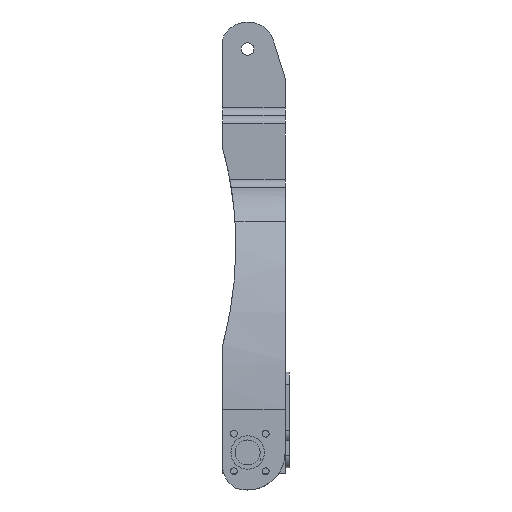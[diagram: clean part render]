
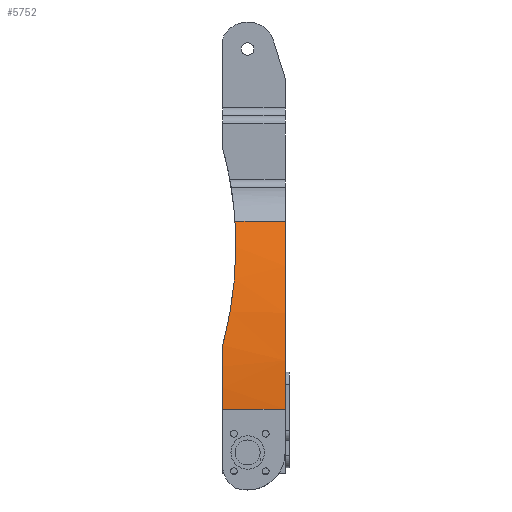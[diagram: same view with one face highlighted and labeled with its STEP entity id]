
A CAD part, left-side view. The second image highlights one B-rep face of the part: STEP entity #5752.
In plain terms, the highlighted cylindrical face has radius 202.62 mm (diameter 405.24 mm), a partial arc.
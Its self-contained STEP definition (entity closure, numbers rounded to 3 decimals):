
#154 = EDGE_CURVE ( 'NONE', #3288, #787, #5607, .T. ) ;
#181 = EDGE_CURVE ( 'NONE', #3847, #2021, #7072, .T. ) ;
#283 = CARTESIAN_POINT ( 'NONE',  ( -63.312, -30., -140.679 ) ) ;
#389 = CIRCLE ( 'NONE', #3129, 202.62 ) ;
#518 = VERTEX_POINT ( 'NONE', #6623 ) ;
#731 = CIRCLE ( 'NONE', #907, 202.62 ) ;
#787 = VERTEX_POINT ( 'NONE', #5814 ) ;
#907 = AXIS2_PLACEMENT_3D ( 'NONE', #5341, #4191, #7269 ) ;
#921 = DIRECTION ( 'NONE',  ( 0., 1., 0. ) ) ;
#963 = CARTESIAN_POINT ( 'NONE',  ( -60.993, 0., -110.111 ) ) ;
#981 = EDGE_LOOP ( 'NONE', ( #4979, #5963, #3713, #5120, #6621, #2762 ) ) ;
#989 = CARTESIAN_POINT ( 'NONE',  ( -47.764, -6.318, -62.839 ) ) ;
#1250 = CYLINDRICAL_SURFACE ( 'NONE', #7198, 202.62 ) ;
#1495 = CARTESIAN_POINT ( 'NONE',  ( -58.361, -3.228, -96.113 ) ) ;
#1721 = FACE_OUTER_BOUND ( 'NONE', #981, .T. ) ;
#1806 = CARTESIAN_POINT ( 'NONE',  ( -47.764, -6.318, -62.839 ) ) ;
#2021 = VERTEX_POINT ( 'NONE', #3981 ) ;
#2120 = CARTESIAN_POINT ( 'NONE',  ( -56.912, -4.251, -90.115 ) ) ;
#2133 = EDGE_CURVE ( 'NONE', #518, #3847, #3752, .T. ) ;
#2540 = DIRECTION ( 'NONE',  ( 0., 0., -1. ) ) ;
#2640 = VERTEX_POINT ( 'NONE', #6472 ) ;
#2669 = CARTESIAN_POINT ( 'NONE',  ( -60.384, -1.086, -106.122 ) ) ;
#2691 = CARTESIAN_POINT ( 'NONE',  ( -59.652, -2.027, -102.122 ) ) ;
#2746 = CARTESIAN_POINT ( 'NONE',  ( -50.938, -6.318, -70.467 ) ) ;
#2762 = ORIENTED_EDGE ( 'NONE', *, *, #6582, .F. ) ;
#3129 = AXIS2_PLACEMENT_3D ( 'NONE', #3681, #5940, #2540 ) ;
#3288 = VERTEX_POINT ( 'NONE', #4830 ) ;
#3493 = CARTESIAN_POINT ( 'NONE',  ( -42.222, -5.906, -50.669 ) ) ;
#3681 = CARTESIAN_POINT ( 'NONE',  ( 139.308, -30., -140.679 ) ) ;
#3697 = EDGE_CURVE ( 'NONE', #2021, #787, #731, .T. ) ;
#3713 = ORIENTED_EDGE ( 'NONE', *, *, #181, .T. ) ;
#3752 = B_SPLINE_CURVE_WITH_KNOTS ( 'NONE', 3,
 ( #3493, #5266, #6407, #1806 ),
 .UNSPECIFIED., .F., .F.,
 ( 4, 4 ),
 ( 0., 0.013 ),
 .UNSPECIFIED. ) ;
#3821 = CARTESIAN_POINT ( 'NONE',  ( -47.764, -6.318, -62.839 ) ) ;
#3847 = VERTEX_POINT ( 'NONE', #3821 ) ;
#3929 = LINE ( 'NONE', #7129, #6690 ) ;
#3981 = CARTESIAN_POINT ( 'NONE',  ( -60.993, 0., -110.111 ) ) ;
#4191 = DIRECTION ( 'NONE',  ( 0., -1., 0. ) ) ;
#4272 = DIRECTION ( 'NONE',  ( 0., 1., 0. ) ) ;
#4477 = CARTESIAN_POINT ( 'NONE',  ( 139.308, -30., -140.679 ) ) ;
#4830 = CARTESIAN_POINT ( 'NONE',  ( -63.312, -30., -140.679 ) ) ;
#4979 = ORIENTED_EDGE ( 'NONE', *, *, #7081, .T. ) ;
#5047 = VECTOR ( 'NONE', #4272, 1000. ) ;
#5120 = ORIENTED_EDGE ( 'NONE', *, *, #3697, .T. ) ;
#5266 = CARTESIAN_POINT ( 'NONE',  ( -44.212, -6.178, -54.683 ) ) ;
#5286 = DIRECTION ( 'NONE',  ( 0., 1., 0. ) ) ;
#5341 = CARTESIAN_POINT ( 'NONE',  ( 139.308, 0., -140.679 ) ) ;
#5607 = LINE ( 'NONE', #283, #5047 ) ;
#5752 = ADVANCED_FACE ( 'NONE', ( #1721 ), #1250, .T. ) ;
#5814 = CARTESIAN_POINT ( 'NONE',  ( -63.312, 0., -140.679 ) ) ;
#5940 = DIRECTION ( 'NONE',  ( 0., -1., 0. ) ) ;
#5963 = ORIENTED_EDGE ( 'NONE', *, *, #2133, .T. ) ;
#6170 = CARTESIAN_POINT ( 'NONE',  ( -57.898, -3.593, -94.106 ) ) ;
#6407 = CARTESIAN_POINT ( 'NONE',  ( -46.058, -6.318, -58.74 ) ) ;
#6472 = CARTESIAN_POINT ( 'NONE',  ( -42.222, -30., -50.669 ) ) ;
#6582 = EDGE_CURVE ( 'NONE', #2640, #3288, #389, .T. ) ;
#6621 = ORIENTED_EDGE ( 'NONE', *, *, #154, .F. ) ;
#6623 = CARTESIAN_POINT ( 'NONE',  ( -42.222, -5.906, -50.669 ) ) ;
#6690 = VECTOR ( 'NONE', #5286, 1000. ) ;
#6786 = CARTESIAN_POINT ( 'NONE',  ( -53.626, -5.836, -78.239 ) ) ;
#6836 = CARTESIAN_POINT ( 'NONE',  ( -56.39, -4.544, -88.128 ) ) ;
#7072 = B_SPLINE_CURVE_WITH_KNOTS ( 'NONE', 3,
 ( #989, #2746, #6786, #6836, #2120, #6170, #1495, #2691, #2669, #963 ),
 .UNSPECIFIED., .F., .F.,
 ( 4, 2, 2, 2, 4 ),
 ( 0.013, 0.038, 0.044, 0.05, 0.063 ),
 .UNSPECIFIED. ) ;
#7081 = EDGE_CURVE ( 'NONE', #2640, #518, #3929, .T. ) ;
#7129 = CARTESIAN_POINT ( 'NONE',  ( -42.222, -30., -50.669 ) ) ;
#7198 = AXIS2_PLACEMENT_3D ( 'NONE', #4477, #921, #7462 ) ;
#7269 = DIRECTION ( 'NONE',  ( 0., 0., -1. ) ) ;
#7462 = DIRECTION ( 'NONE',  ( 0., 0., 1. ) ) ;
